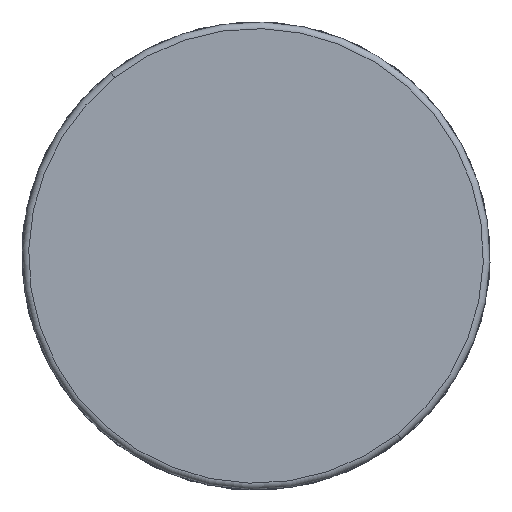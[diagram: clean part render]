
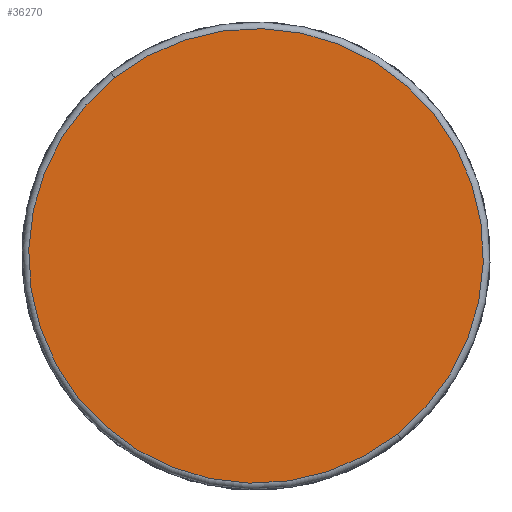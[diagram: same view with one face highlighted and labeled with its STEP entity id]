
A CAD part, top view. The second image highlights one B-rep face of the part: STEP entity #36270.
In plain terms, the highlighted face is planar.
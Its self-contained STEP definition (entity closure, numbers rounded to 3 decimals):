
#375 = VERTEX_POINT ( 'NONE', #12627 ) ;
#446 = AXIS2_PLACEMENT_3D ( 'NONE', #1256, #28874, #7298 ) ;
#1256 = CARTESIAN_POINT ( 'NONE',  ( 0., 29.221, 0. ) ) ;
#7298 = DIRECTION ( 'NONE',  ( 0., 0., -1. ) ) ;
#8425 = CARTESIAN_POINT ( 'NONE',  ( 0., 29.221, 107.026 ) ) ;
#9544 = EDGE_CURVE ( 'NONE', #28143, #375, #18604, .T. ) ;
#11575 = DIRECTION ( 'NONE',  ( 0., 1., 0. ) ) ;
#12627 = CARTESIAN_POINT ( 'NONE',  ( 0., 29.221, -107.026 ) ) ;
#12784 = ORIENTED_EDGE ( 'NONE', *, *, #21012, .T. ) ;
#18604 = CIRCLE ( 'NONE', #32862, 107.026 ) ;
#21012 = EDGE_CURVE ( 'NONE', #375, #28143, #32372, .T. ) ;
#24343 = DIRECTION ( 'NONE',  ( 0., -1., 0. ) ) ;
#24474 = DIRECTION ( 'NONE',  ( 0., 0., -1. ) ) ;
#26318 = CARTESIAN_POINT ( 'NONE',  ( 0., 29.221, 0. ) ) ;
#26792 = PLANE ( 'NONE',  #29851 ) ;
#26930 = CARTESIAN_POINT ( 'NONE',  ( -110., 29.221, 0. ) ) ;
#28143 = VERTEX_POINT ( 'NONE', #8425 ) ;
#28874 = DIRECTION ( 'NONE',  ( 0., 1., 0. ) ) ;
#29653 = DIRECTION ( 'NONE',  ( 0., 0., -1. ) ) ;
#29851 = AXIS2_PLACEMENT_3D ( 'NONE', #26930, #24343, #24474 ) ;
#32372 = CIRCLE ( 'NONE', #446, 107.026 ) ;
#32862 = AXIS2_PLACEMENT_3D ( 'NONE', #26318, #11575, #29653 ) ;
#35249 = FACE_OUTER_BOUND ( 'NONE', #37698, .T. ) ;
#36270 = ADVANCED_FACE ( 'NONE', ( #35249 ), #26792, .F. ) ;
#36559 = ORIENTED_EDGE ( 'NONE', *, *, #9544, .T. ) ;
#37698 = EDGE_LOOP ( 'NONE', ( #12784, #36559 ) ) ;
